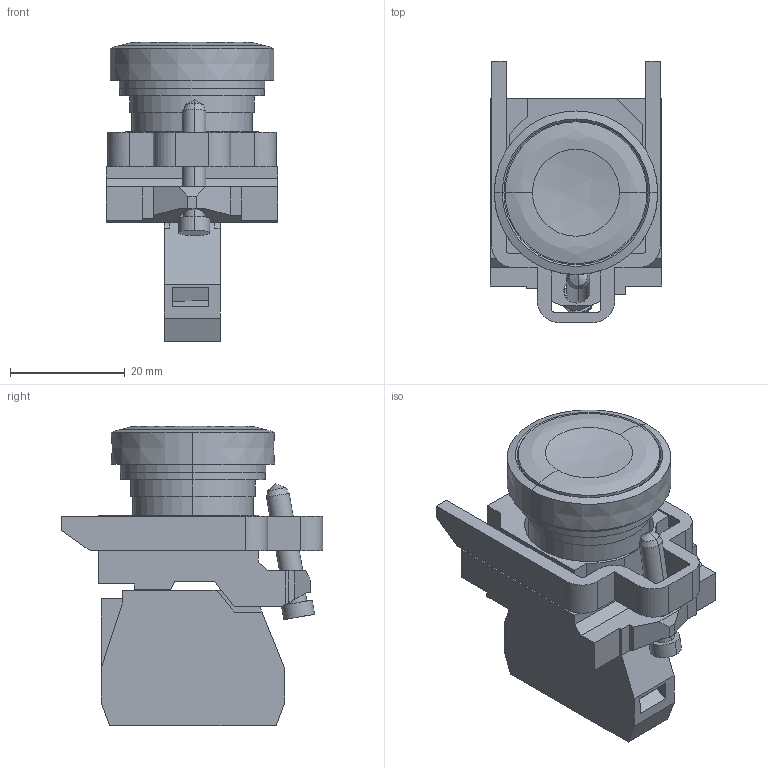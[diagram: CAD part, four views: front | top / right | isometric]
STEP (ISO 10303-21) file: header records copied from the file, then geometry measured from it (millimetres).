
FILE_DESCRIPTION((''),'2;1');
FILE_NAME('SB108830_3D-COLOUR','2013-09-13T',('SESA233469'),('Schneider-Electric'),'PRO/ENGINEER BY PARAMETRIC TECHNOLOGY CORPORATION, 2011410','PRO/ENGINEER BY PARAMETRIC TECHNOLOGY CORPORATION, 2011410','');
FILE_SCHEMA(('CONFIG_CONTROL_DESIGN'));
Length unit declared in the file: millimetre
Products named in the file (1): SB108830_3D-COLOUR
Bounding box: 29.9 x 45.48 x 52.16 mm (x, y, z)
Volume: 23775.3 mm3; surface area: 11273.1 mm2
Topology: 3 solids, 3 shells, 166 faces, 453 edges, 296 vertices
Faces by surface type: plane 112, cylinder 37, cone 14, bspline 2, sphere 1
Entity records: 5477 total; most frequent: CARTESIAN_POINT 1202, ORIENTED_EDGE 902, DIRECTION 851, EDGE_CURVE 451, VECTOR 321, LINE 321, VERTEX_POINT 296, AXIS2_PLACEMENT_3D 265
